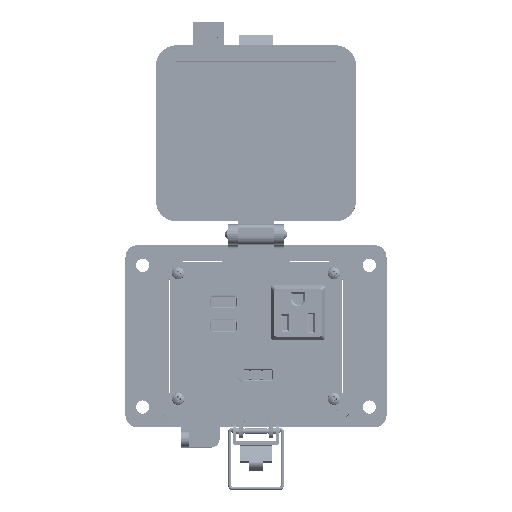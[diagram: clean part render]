
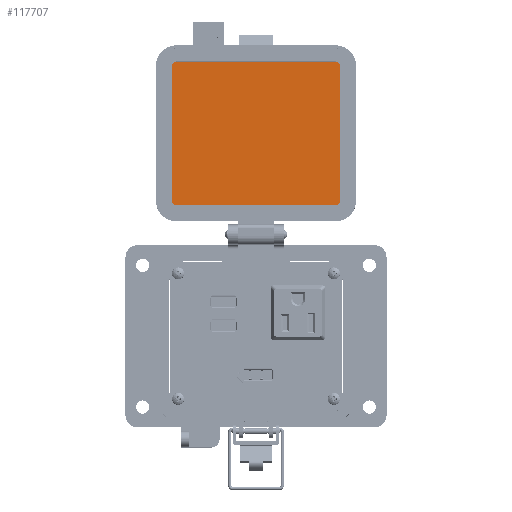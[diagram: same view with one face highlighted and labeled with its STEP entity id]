
A CAD part, top view. The second image highlights one B-rep face of the part: STEP entity #117707.
In plain terms, the highlighted planar face has unit normal (0, 0, 1).
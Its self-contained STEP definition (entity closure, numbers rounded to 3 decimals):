
#327 = DIRECTION ( 'NONE',  ( 0., -1., 0. ) ) ;
#546 = DIRECTION ( 'NONE',  ( 0., -1., 0. ) ) ;
#777 = EDGE_CURVE ( 'NONE', #76698, #72599, #11067, .T. ) ;
#5971 = VECTOR ( 'NONE', #546, 1000. ) ;
#10270 = EDGE_CURVE ( 'NONE', #58931, #58163, #108035, .T. ) ;
#11067 = LINE ( 'NONE', #91234, #168231 ) ;
#14377 = VERTEX_POINT ( 'NONE', #168973 ) ;
#17499 = CARTESIAN_POINT ( 'NONE',  ( -42.469, 126.389, 19.202 ) ) ;
#22722 = EDGE_CURVE ( 'NONE', #117434, #58931, #79275, .T. ) ;
#27276 = ORIENTED_EDGE ( 'NONE', *, *, #55594, .F. ) ;
#36349 = ORIENTED_EDGE ( 'NONE', *, *, #22722, .F. ) ;
#36677 = PLANE ( 'NONE',  #103183 ) ;
#38636 = CARTESIAN_POINT ( 'NONE',  ( -42.469, 128.688, 19.202 ) ) ;
#52305 = EDGE_CURVE ( 'NONE', #59466, #104607, #142952, .T. ) ;
#53215 = DIRECTION ( 'NONE',  ( 0., 0., -1. ) ) ;
#55594 = EDGE_CURVE ( 'NONE', #58163, #59466, #107170, .T. ) ;
#58163 = VERTEX_POINT ( 'NONE', #101860 ) ;
#58931 = VERTEX_POINT ( 'NONE', #150908 ) ;
#59466 = VERTEX_POINT ( 'NONE', #84550 ) ;
#62233 = CARTESIAN_POINT ( 'NONE',  ( 35.912, 126.389, 19.202 ) ) ;
#62251 = FACE_OUTER_BOUND ( 'NONE', #68793, .T. ) ;
#63240 = DIRECTION ( 'NONE',  ( 0., -1., 0. ) ) ;
#66894 = CARTESIAN_POINT ( 'NONE',  ( -44.769, 126.389, 19.202 ) ) ;
#68793 = EDGE_LOOP ( 'NONE', ( #80820, #27276, #84577, #36349, #122289, #169747, #149572, #76067 ) ) ;
#71245 = DIRECTION ( 'NONE',  ( 0., 0., -1. ) ) ;
#72599 = VERTEX_POINT ( 'NONE', #66894 ) ;
#76067 = ORIENTED_EDGE ( 'NONE', *, *, #147437, .F. ) ;
#76698 = VERTEX_POINT ( 'NONE', #98710 ) ;
#77218 = DIRECTION ( 'NONE',  ( -1., 0., 0. ) ) ;
#77359 = DIRECTION ( 'NONE',  ( -1., 0., 0. ) ) ;
#78062 = DIRECTION ( 'NONE',  ( 0., 0., -1. ) ) ;
#79275 = LINE ( 'NONE', #133078, #114881 ) ;
#80820 = ORIENTED_EDGE ( 'NONE', *, *, #52305, .F. ) ;
#84550 = CARTESIAN_POINT ( 'NONE',  ( 38.212, 60.004, 19.202 ) ) ;
#84577 = ORIENTED_EDGE ( 'NONE', *, *, #10270, .F. ) ;
#84609 = EDGE_CURVE ( 'NONE', #72599, #117434, #108329, .T. ) ;
#88999 = DIRECTION ( 'NONE',  ( 1., 0., 0. ) ) ;
#91234 = CARTESIAN_POINT ( 'NONE',  ( -44.769, 93.196, 19.202 ) ) ;
#98710 = CARTESIAN_POINT ( 'NONE',  ( -44.769, 60.004, 19.202 ) ) ;
#101327 = CARTESIAN_POINT ( 'NONE',  ( -42.469, 60.004, 19.202 ) ) ;
#101860 = CARTESIAN_POINT ( 'NONE',  ( 38.212, 126.389, 19.202 ) ) ;
#103183 = AXIS2_PLACEMENT_3D ( 'NONE', #116018, #169749, #77218 ) ;
#104607 = VERTEX_POINT ( 'NONE', #168948 ) ;
#105552 = CARTESIAN_POINT ( 'NONE',  ( -3.279, 57.705, 19.202 ) ) ;
#107170 = LINE ( 'NONE', #134483, #5971 ) ;
#108035 = CIRCLE ( 'NONE', #150198, 2.299 ) ;
#108329 = CIRCLE ( 'NONE', #119631, 2.299 ) ;
#114881 = VECTOR ( 'NONE', #122445, 1000. ) ;
#116018 = CARTESIAN_POINT ( 'NONE',  ( 39.871, 130.108, 19.202 ) ) ;
#117434 = VERTEX_POINT ( 'NONE', #38636 ) ;
#117707 = ADVANCED_FACE ( 'NONE', ( #62251 ), #36677, .T. ) ;
#118469 = EDGE_CURVE ( 'NONE', #14377, #76698, #154127, .T. ) ;
#118592 = DIRECTION ( 'NONE',  ( 1., 0., 0. ) ) ;
#119631 = AXIS2_PLACEMENT_3D ( 'NONE', #17499, #71245, #63240 ) ;
#120811 = VECTOR ( 'NONE', #77359, 1000. ) ;
#122289 = ORIENTED_EDGE ( 'NONE', *, *, #84609, .F. ) ;
#122445 = DIRECTION ( 'NONE',  ( 1., 0., 0. ) ) ;
#132654 = DIRECTION ( 'NONE',  ( 0., 1., 0. ) ) ;
#133078 = CARTESIAN_POINT ( 'NONE',  ( -3.279, 128.688, 19.202 ) ) ;
#134483 = CARTESIAN_POINT ( 'NONE',  ( 38.212, 93.196, 19.202 ) ) ;
#142952 = CIRCLE ( 'NONE', #165062, 2.299 ) ;
#144333 = LINE ( 'NONE', #105552, #120811 ) ;
#147437 = EDGE_CURVE ( 'NONE', #104607, #14377, #144333, .T. ) ;
#148367 = CARTESIAN_POINT ( 'NONE',  ( 35.912, 60.004, 19.202 ) ) ;
#149572 = ORIENTED_EDGE ( 'NONE', *, *, #118469, .F. ) ;
#150198 = AXIS2_PLACEMENT_3D ( 'NONE', #62233, #78062, #118592 ) ;
#150908 = CARTESIAN_POINT ( 'NONE',  ( 35.912, 128.688, 19.202 ) ) ;
#154127 = CIRCLE ( 'NONE', #168175, 2.299 ) ;
#155105 = DIRECTION ( 'NONE',  ( 0., 0., -1. ) ) ;
#165062 = AXIS2_PLACEMENT_3D ( 'NONE', #148367, #53215, #327 ) ;
#168175 = AXIS2_PLACEMENT_3D ( 'NONE', #101327, #155105, #88999 ) ;
#168231 = VECTOR ( 'NONE', #132654, 1000. ) ;
#168948 = CARTESIAN_POINT ( 'NONE',  ( 35.912, 57.705, 19.202 ) ) ;
#168973 = CARTESIAN_POINT ( 'NONE',  ( -42.469, 57.705, 19.202 ) ) ;
#169747 = ORIENTED_EDGE ( 'NONE', *, *, #777, .F. ) ;
#169749 = DIRECTION ( 'NONE',  ( 0., 0., 1. ) ) ;
